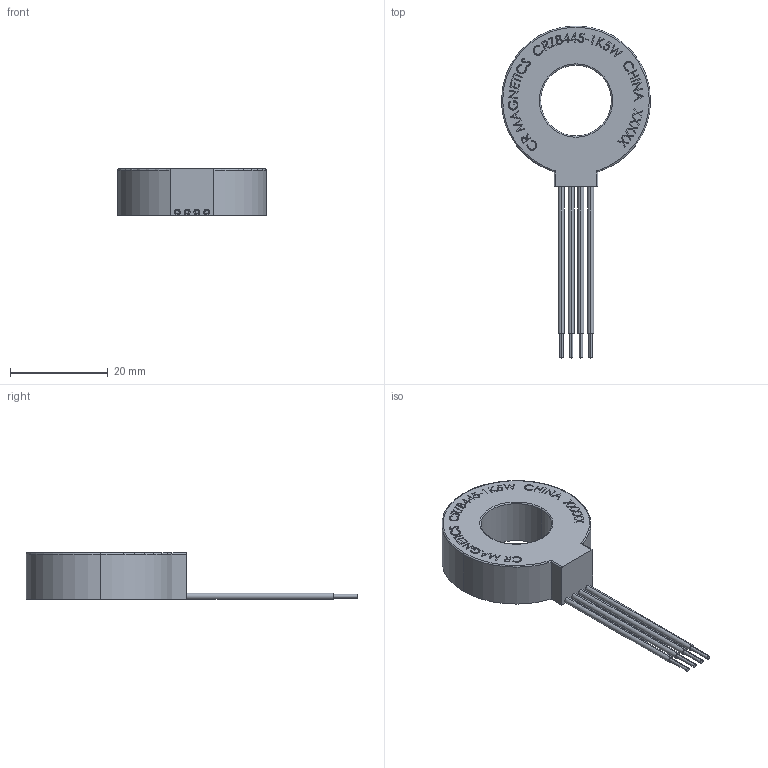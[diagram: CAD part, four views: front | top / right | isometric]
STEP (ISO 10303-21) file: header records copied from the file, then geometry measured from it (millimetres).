
FILE_DESCRIPTION (( 'STEP AP203' ), '1' );
FILE_NAME ('CRZ8445-1K5W.STEP', '2023-04-13T12:43:56', ( '' ), ( '' ), 'SwSTEP 2.0', 'SolidWorks 2022', '' );
FILE_SCHEMA (( 'CONFIG_CONTROL_DESIGN' ));
Length unit declared in the file: millimetre
Products named in the file (1): CRZ8445-1K5W
Bounding box: 30.5 x 67.9 x 9.5 mm (x, y, z)
Volume: 5736.3 mm3; surface area: 3079.2 mm2
Topology: 1 solids, 1 shells, 466 faces, 1237 edges, 820 vertices
Faces by surface type: plane 327, bspline 103, cylinder 26, torus 10
Entity records: 20221 total; most frequent: CARTESIAN_POINT 9203, ORIENTED_EDGE 2474, DIRECTION 1820, EDGE_CURVE 1237, LINE 958, VECTOR 958, VERTEX_POINT 820, EDGE_LOOP 515
